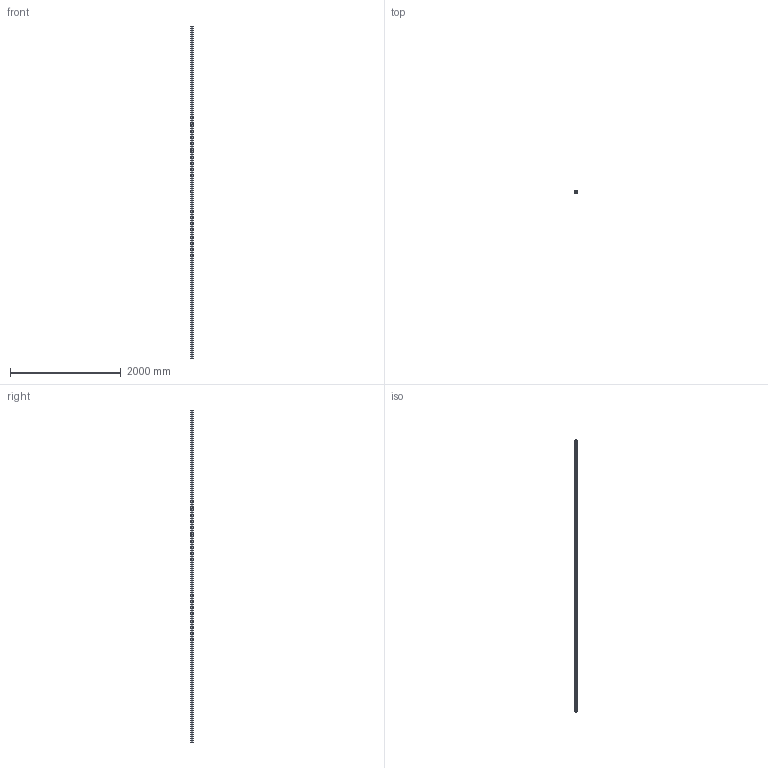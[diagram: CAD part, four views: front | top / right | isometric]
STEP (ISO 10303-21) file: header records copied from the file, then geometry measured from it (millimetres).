
FILE_DESCRIPTION (( 'STEP AP203' ), '1' );
FILE_NAME ('55401-240.step', '2024-04-29T09:30:31', ( '' ), ( '' ), 'SwSTEP 2.0', 'SolidWorks 2018', '' );
FILE_SCHEMA (( 'CONFIG_CONTROL_DESIGN' ));
Length unit declared in the file: millimetre
Products named in the file (1): 55401-240
Bounding box: 40 x 40 x 6000 mm (x, y, z)
Volume: 1782795.6 mm3; surface area: 1783402.7 mm2
Topology: 1 solids, 1 shells, 281 faces, 762 edges, 508 vertices
Faces by surface type: plane 165, bspline 108, cylinder 8
Entity records: 14233 total; most frequent: CARTESIAN_POINT 7788, ORIENTED_EDGE 1524, DIRECTION 910, EDGE_CURVE 762, LINE 530, VECTOR 530, VERTEX_POINT 508, EDGE_LOOP 308
